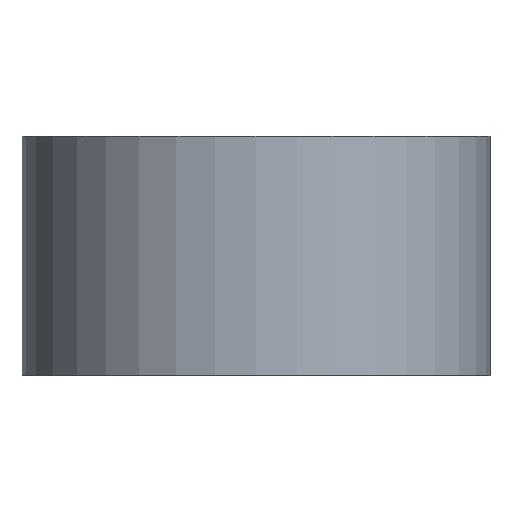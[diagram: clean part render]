
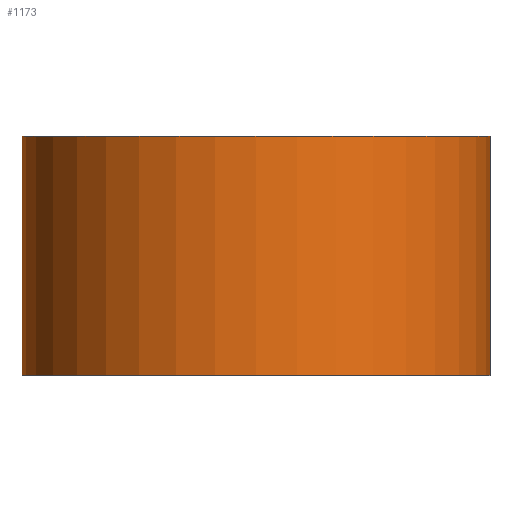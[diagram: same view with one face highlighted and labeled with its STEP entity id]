
A CAD part, top view. The second image highlights one B-rep face of the part: STEP entity #1173.
In plain terms, the highlighted cylindrical face has radius 11.75 mm (diameter 23.5 mm), a partial arc.
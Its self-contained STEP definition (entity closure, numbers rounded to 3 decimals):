
#1038=CARTESIAN_POINT('',(-11.75,-6.,13.05));
#1039=VERTEX_POINT('',#1038);
#1054=CARTESIAN_POINT('',(11.75,-6.,13.05));
#1055=VERTEX_POINT('',#1054);
#1062=CARTESIAN_POINT('',(0.,-6.,13.05));
#1063=DIRECTION('',(0.0,-1.0,0.0));
#1064=DIRECTION('',(-1.0,0.0,0.0));
#1065=AXIS2_PLACEMENT_3D('',#1062,#1063,#1064);
#1066=CIRCLE('',#1065,11.75);
#1067=EDGE_CURVE('',#1039,#1055,#1066,.F.);
#1113=CARTESIAN_POINT('',(11.75,6.,13.05));
#1114=VERTEX_POINT('',#1113);
#1129=CARTESIAN_POINT('',(-11.75,6.,13.05));
#1130=VERTEX_POINT('',#1129);
#1137=CARTESIAN_POINT('',(0.,6.,13.05));
#1138=DIRECTION('',(0.0,1.0,0.0));
#1139=DIRECTION('',(-1.0,0.0,0.0));
#1140=AXIS2_PLACEMENT_3D('',#1137,#1138,#1139);
#1141=CIRCLE('',#1140,11.75);
#1142=EDGE_CURVE('',#1130,#1114,#1141,.T.);
#1152=CARTESIAN_POINT('',(0.,6.,13.05));
#1153=DIRECTION('',(0.,-1.0,0.));
#1154=DIRECTION('',(-1.0,0.0,0.0));
#1155=AXIS2_PLACEMENT_3D('',#1152,#1153,#1154);
#1156=CYLINDRICAL_SURFACE('',#1155,11.75);
#1157=CARTESIAN_POINT('',(11.75,6.,13.05));
#1158=DIRECTION('',(0.0,-1.0,0.0));
#1159=VECTOR('',#1158,12.0);
#1160=LINE('',#1157,#1159);
#1161=EDGE_CURVE('',#1114,#1055,#1160,.T.);
#1162=ORIENTED_EDGE('',*,*,#1161,.F.);
#1163=ORIENTED_EDGE('',*,*,#1142,.F.);
#1164=CARTESIAN_POINT('',(-11.75,-6.,13.05));
#1165=DIRECTION('',(0.0,1.0,0.0));
#1166=VECTOR('',#1165,12.0);
#1167=LINE('',#1164,#1166);
#1168=EDGE_CURVE('',#1039,#1130,#1167,.T.);
#1169=ORIENTED_EDGE('',*,*,#1168,.F.);
#1170=ORIENTED_EDGE('',*,*,#1067,.T.);
#1171=EDGE_LOOP('',(#1162,#1163,#1169,#1170));
#1172=FACE_OUTER_BOUND('',#1171,.T.);
#1173=ADVANCED_FACE('',(#1172),#1156,.T.);
